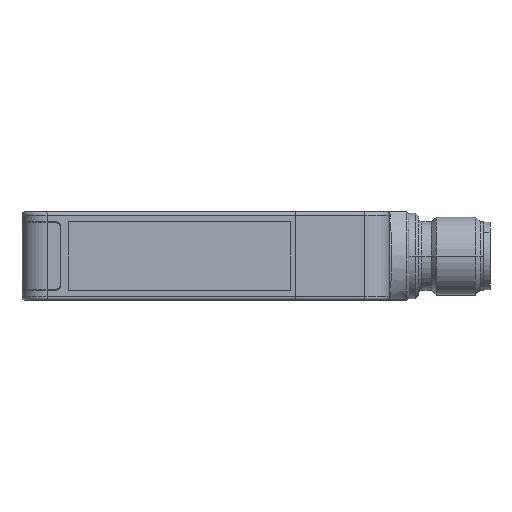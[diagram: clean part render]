
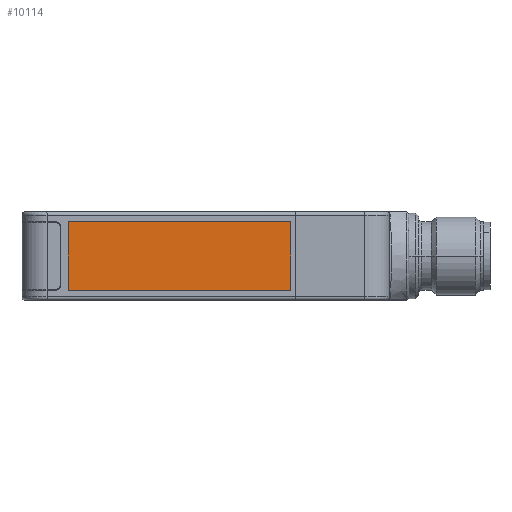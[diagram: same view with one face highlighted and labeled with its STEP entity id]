
A CAD part, left-side view. The second image highlights one B-rep face of the part: STEP entity #10114.
In plain terms, the highlighted planar face has unit normal (-1, -0.026, 0).
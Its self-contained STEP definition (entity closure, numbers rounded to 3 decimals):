
#3218=DIRECTION('',(0.,0.,1.));
#3219=VECTOR('',#3218,10.5);
#3220=CARTESIAN_POINT('',(-0.864,9.675,-5.25));
#3221=LINE('',#3220,#3219);
#3222=DIRECTION('',(0.026,-1.,0.));
#3223=VECTOR('',#3222,34.2);
#3224=CARTESIAN_POINT('',(-0.864,9.675,5.25));
#3225=LINE('',#3224,#3223);
#3226=DIRECTION('',(0.,0.,-1.));
#3227=VECTOR('',#3226,10.5);
#3228=CARTESIAN_POINT('',(0.031,-24.513,5.25));
#3229=LINE('',#3228,#3227);
#3230=DIRECTION('',(-0.026,1.,0.));
#3231=VECTOR('',#3230,34.2);
#3232=CARTESIAN_POINT('',(0.031,-24.513,-5.25));
#3233=LINE('',#3232,#3231);
#5626=CARTESIAN_POINT('',(-0.864,9.675,-5.25));
#5627=CARTESIAN_POINT('',(-0.864,9.675,5.25));
#5628=VERTEX_POINT('',#5626);
#5629=VERTEX_POINT('',#5627);
#5630=CARTESIAN_POINT('',(0.031,-24.513,5.25));
#5631=VERTEX_POINT('',#5630);
#5632=CARTESIAN_POINT('',(0.031,-24.513,-5.25));
#5633=VERTEX_POINT('',#5632);
#10101=CARTESIAN_POINT('',(-0.417,-7.419,0.));
#10102=DIRECTION('',(1.,0.026,0.));
#10103=DIRECTION('',(0.026,-1.,0.));
#10104=AXIS2_PLACEMENT_3D('',#10101,#10102,#10103);
#10105=PLANE('',#10104);
#10106=ORIENTED_EDGE('',*,*,#10094,.T.);
#10107=ORIENTED_EDGE('',*,*,#10059,.T.);
#10109=ORIENTED_EDGE('',*,*,#10108,.T.);
#10111=ORIENTED_EDGE('',*,*,#10110,.T.);
#10112=EDGE_LOOP('',(#10106,#10107,#10109,#10111));
#10113=FACE_OUTER_BOUND('',#10112,.F.);
#10114=ADVANCED_FACE('',(#10113),#10105,.F.);
#10059=EDGE_CURVE('',#5629,#5631,#3225,.T.);
#10094=EDGE_CURVE('',#5628,#5629,#3221,.T.);
#10108=EDGE_CURVE('',#5631,#5633,#3229,.T.);
#10110=EDGE_CURVE('',#5633,#5628,#3233,.T.);
